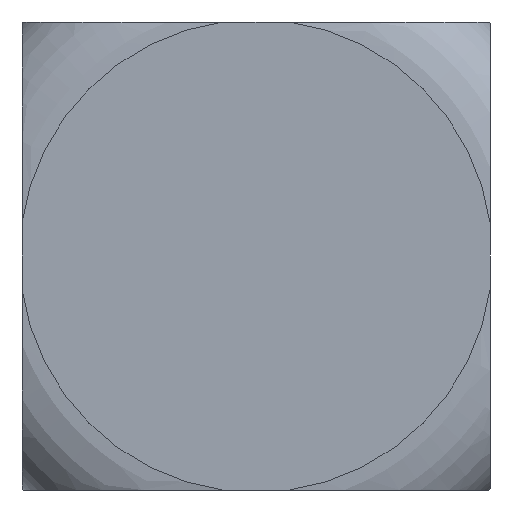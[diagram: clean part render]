
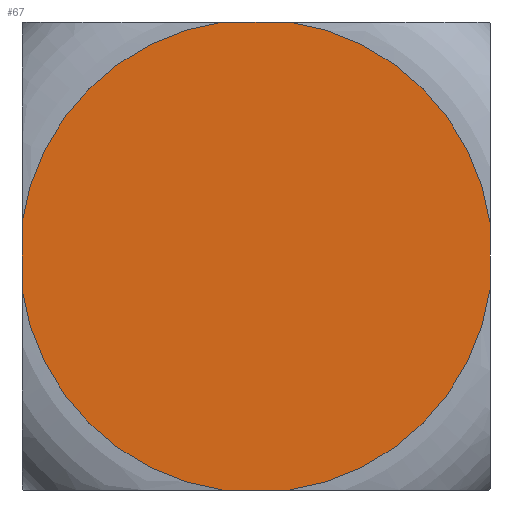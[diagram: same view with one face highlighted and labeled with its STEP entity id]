
A CAD part, left-side view. The second image highlights one B-rep face of the part: STEP entity #67.
In plain terms, the highlighted planar face has unit normal (-1, 0, 0).
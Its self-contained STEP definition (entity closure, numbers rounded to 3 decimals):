
#67 = ADVANCED_FACE( '', ( #142 ), #143, .F. );
#142 = FACE_OUTER_BOUND( '', #223, .T. );
#143 = PLANE( '', #224 );
#223 = EDGE_LOOP( '', ( #355, #356, #357, #358, #359, #360, #361, #362 ) );
#224 = AXIS2_PLACEMENT_3D( '', #363, #364, #365 );
#355 = ORIENTED_EDGE( '', *, *, #500, .F. );
#356 = ORIENTED_EDGE( '', *, *, #491, .F. );
#357 = ORIENTED_EDGE( '', *, *, #495, .F. );
#358 = ORIENTED_EDGE( '', *, *, #505, .F. );
#359 = ORIENTED_EDGE( '', *, *, #466, .F. );
#360 = ORIENTED_EDGE( '', *, *, #506, .F. );
#361 = ORIENTED_EDGE( '', *, *, #507, .F. );
#362 = ORIENTED_EDGE( '', *, *, #508, .F. );
#363 = CARTESIAN_POINT( '', ( 0., 0., 0. ) );
#364 = DIRECTION( '', ( 1., 0., 0. ) );
#365 = DIRECTION( '', ( 0., 0., -1. ) );
#466 = EDGE_CURVE( '', #545, #534, #547, .T. );
#491 = EDGE_CURVE( '', #585, #583, #587, .T. );
#495 = EDGE_CURVE( '', #591, #585, #593, .T. );
#500 = EDGE_CURVE( '', #583, #595, #601, .T. );
#505 = EDGE_CURVE( '', #534, #591, #606, .T. );
#506 = EDGE_CURVE( '', #607, #545, #608, .T. );
#507 = EDGE_CURVE( '', #609, #607, #610, .T. );
#508 = EDGE_CURVE( '', #595, #609, #611, .T. );
#534 = VERTEX_POINT( '', #643 );
#545 = VERTEX_POINT( '', #683 );
#547 = LINE( '', #708, #709 );
#583 = VERTEX_POINT( '', #750 );
#585 = VERTEX_POINT( '', #775 );
#587 = CIRCLE( '', #802, 14.14 );
#591 = VERTEX_POINT( '', #807 );
#593 = LINE( '', #832, #833 );
#595 = VERTEX_POINT( '', #835 );
#601 = LINE( '', #868, #869 );
#606 = CIRCLE( '', #875, 14.14 );
#607 = VERTEX_POINT( '', #876 );
#608 = CIRCLE( '', #877, 14.14 );
#609 = VERTEX_POINT( '', #878 );
#610 = LINE( '', #879, #880 );
#611 = CIRCLE( '', #881, 14.14 );
#643 = CARTESIAN_POINT( '', ( 0., -14., -1.985 ) );
#683 = CARTESIAN_POINT( '', ( 0., -14., 1.985 ) );
#708 = CARTESIAN_POINT( '', ( 0., -14., 14. ) );
#709 = VECTOR( '', #967, 1000. );
#750 = CARTESIAN_POINT( '', ( 0., 14., -1.985 ) );
#775 = CARTESIAN_POINT( '', ( 0., 1.985, -14. ) );
#802 = AXIS2_PLACEMENT_3D( '', #1009, #1010, #1011 );
#807 = CARTESIAN_POINT( '', ( 0., -1.985, -14. ) );
#832 = CARTESIAN_POINT( '', ( 0., -14., -14. ) );
#833 = VECTOR( '', #1013, 1000. );
#835 = CARTESIAN_POINT( '', ( 0., 14., 1.985 ) );
#868 = CARTESIAN_POINT( '', ( 0., 14., -14. ) );
#869 = VECTOR( '', #1016, 1000. );
#875 = AXIS2_PLACEMENT_3D( '', #1018, #1019, #1020 );
#876 = CARTESIAN_POINT( '', ( 0., -1.985, 14. ) );
#877 = AXIS2_PLACEMENT_3D( '', #1021, #1022, #1023 );
#878 = CARTESIAN_POINT( '', ( 0., 1.985, 14. ) );
#879 = CARTESIAN_POINT( '', ( 0., 14., 14. ) );
#880 = VECTOR( '', #1024, 1000. );
#881 = AXIS2_PLACEMENT_3D( '', #1025, #1026, #1027 );
#967 = DIRECTION( '', ( 0., 0., -1. ) );
#1009 = CARTESIAN_POINT( '', ( 0., 0., 0. ) );
#1010 = DIRECTION( '', ( 1., 0., 0. ) );
#1011 = DIRECTION( '', ( 0., 0., -1. ) );
#1013 = DIRECTION( '', ( 0., 1., 0. ) );
#1016 = DIRECTION( '', ( 0., 0., 1. ) );
#1018 = CARTESIAN_POINT( '', ( 0., 0., 0. ) );
#1019 = DIRECTION( '', ( 1., 0., 0. ) );
#1020 = DIRECTION( '', ( 0., 0., -1. ) );
#1021 = CARTESIAN_POINT( '', ( 0., 0., 0. ) );
#1022 = DIRECTION( '', ( 1., 0., 0. ) );
#1023 = DIRECTION( '', ( 0., 0., -1. ) );
#1024 = DIRECTION( '', ( 0., -1., 0. ) );
#1025 = CARTESIAN_POINT( '', ( 0., 0., 0. ) );
#1026 = DIRECTION( '', ( 1., 0., 0. ) );
#1027 = DIRECTION( '', ( 0., 0., -1. ) );
